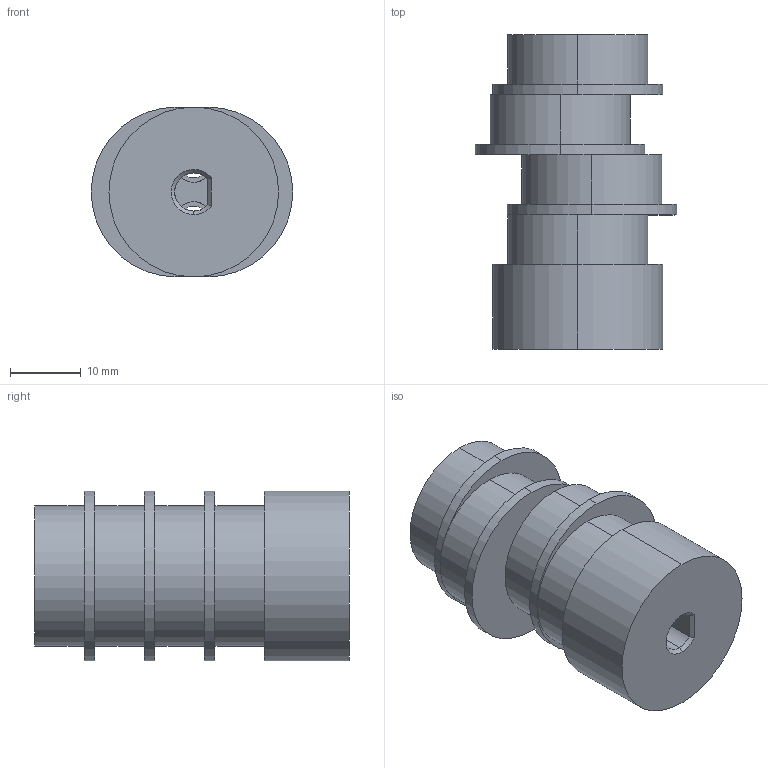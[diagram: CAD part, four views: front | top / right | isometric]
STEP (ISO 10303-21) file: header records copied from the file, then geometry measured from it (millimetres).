
FILE_DESCRIPTION (( 'STEP AP214' ), '1' );
FILE_NAME ('19-1 Rotor Shaft.STEP', '2025-08-22T18:14:03', ( '' ), ( '' ), 'SwSTEP 2.0', 'SolidWorks 2024', '' );
FILE_SCHEMA (( 'AUTOMOTIVE_DESIGN' ));
Length unit declared in the file: millimetre
Products named in the file (1): 19-1 Rotor Shaft
Bounding box: 28.5 x 44.5 x 24 mm (x, y, z)
Volume: 14903.2 mm3; surface area: 7455.3 mm2
Topology: 4 solids, 4 shells, 61 faces, 139 edges, 90 vertices
Faces by surface type: cylinder 40, plane 18, cone 3
Entity records: 1844 total; most frequent: DIRECTION 352, CARTESIAN_POINT 297, ORIENTED_EDGE 278, AXIS2_PLACEMENT_3D 153, EDGE_CURVE 139, CIRCLE 91, VERTEX_POINT 90, EDGE_LOOP 81
